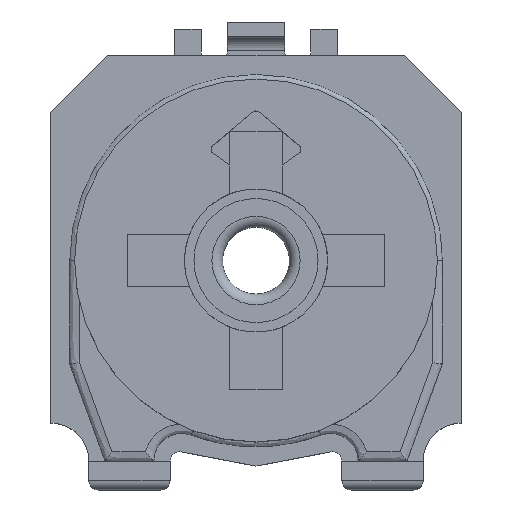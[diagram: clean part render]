
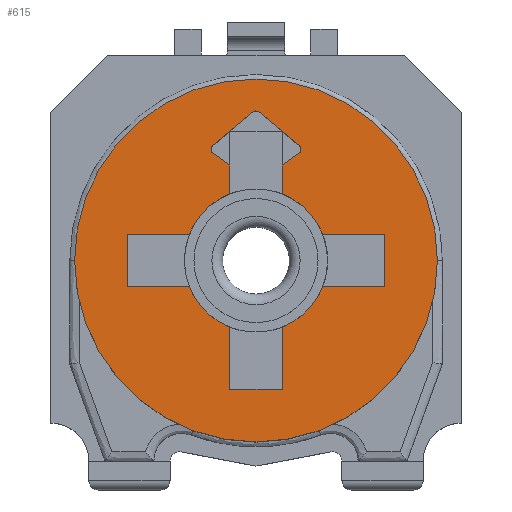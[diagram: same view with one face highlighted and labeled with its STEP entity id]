
A CAD part, top view. The second image highlights one B-rep face of the part: STEP entity #615.
In plain terms, the highlighted planar face has unit normal (0, 0, 1).
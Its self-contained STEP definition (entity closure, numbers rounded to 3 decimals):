
#615=ADVANCED_FACE('',(#1932,#1934),#1936,.T.);
#1932=FACE_BOUND('',#1933,.T.);
#1933=EDGE_LOOP('',(#2716));
#1934=FACE_BOUND('',#1935,.T.);
#1935=EDGE_LOOP('',(#2717,#2718,#2719,#2720,#2721,#2722,#2723,#2724,#2725,#2726,
#2727,#2728,#2729,#2730,#2731,#2732,#2733,#2734,#2735,#2736,#2737,#2738));
#1936=PLANE('',#1937);
#1937=AXIS2_PLACEMENT_3D('',#1938,#1939,#1940);
#1938=CARTESIAN_POINT('',(0.,0.,2.2));
#1939=DIRECTION('',(0.,0.,1.));
#1940=DIRECTION('',(1.,0.,0.));
#2716=ORIENTED_EDGE('',*,*,#3183,.T.);
#2717=ORIENTED_EDGE('',*,*,#3184,.T.);
#2718=ORIENTED_EDGE('',*,*,#3185,.T.);
#2719=ORIENTED_EDGE('',*,*,#3182,.T.);
#2720=ORIENTED_EDGE('',*,*,#3186,.T.);
#2721=ORIENTED_EDGE('',*,*,#3187,.T.);
#2722=ORIENTED_EDGE('',*,*,#3188,.T.);
#2723=ORIENTED_EDGE('',*,*,#3189,.T.);
#2724=ORIENTED_EDGE('',*,*,#3190,.T.);
#2725=ORIENTED_EDGE('',*,*,#3191,.T.);
#2726=ORIENTED_EDGE('',*,*,#3192,.T.);
#2727=ORIENTED_EDGE('',*,*,#3193,.T.);
#2728=ORIENTED_EDGE('',*,*,#3194,.T.);
#2729=ORIENTED_EDGE('',*,*,#3195,.T.);
#2730=ORIENTED_EDGE('',*,*,#3196,.T.);
#2731=ORIENTED_EDGE('',*,*,#3197,.T.);
#2732=ORIENTED_EDGE('',*,*,#3198,.T.);
#2733=ORIENTED_EDGE('',*,*,#3174,.T.);
#2734=ORIENTED_EDGE('',*,*,#3199,.T.);
#2735=ORIENTED_EDGE('',*,*,#3200,.T.);
#2736=ORIENTED_EDGE('',*,*,#3201,.T.);
#2737=ORIENTED_EDGE('',*,*,#3202,.T.);
#2738=ORIENTED_EDGE('',*,*,#3203,.T.);
#3174=EDGE_CURVE('',#3565,#3563,#3566,.F.);
#3182=EDGE_CURVE('',#3571,#3577,#3579,.F.);
#3183=EDGE_CURVE('',#3580,#3580,#3581,.T.);
#3184=EDGE_CURVE('',#3582,#3583,#3584,.F.);
#3185=EDGE_CURVE('',#3583,#3571,#3585,.F.);
#3186=EDGE_CURVE('',#3577,#3586,#3587,.F.);
#3187=EDGE_CURVE('',#3586,#3588,#3589,.F.);
#3188=EDGE_CURVE('',#3588,#3590,#3591,.F.);
#3189=EDGE_CURVE('',#3590,#3592,#3593,.F.);
#3190=EDGE_CURVE('',#3592,#3594,#3595,.F.);
#3191=EDGE_CURVE('',#3594,#3596,#3597,.F.);
#3192=EDGE_CURVE('',#3596,#3598,#3599,.F.);
#3193=EDGE_CURVE('',#3598,#3600,#3601,.F.);
#3194=EDGE_CURVE('',#3600,#3602,#3603,.F.);
#3195=EDGE_CURVE('',#3602,#3604,#3605,.F.);
#3196=EDGE_CURVE('',#3604,#3606,#3607,.F.);
#3197=EDGE_CURVE('',#3606,#3608,#3609,.F.);
#3198=EDGE_CURVE('',#3608,#3565,#3610,.F.);
#3199=EDGE_CURVE('',#3563,#3611,#3612,.F.);
#3200=EDGE_CURVE('',#3611,#3613,#3614,.F.);
#3201=EDGE_CURVE('',#3613,#3615,#3616,.F.);
#3202=EDGE_CURVE('',#3615,#3617,#3618,.F.);
#3203=EDGE_CURVE('',#3617,#3582,#3619,.F.);
#3563=VERTEX_POINT('',#4446);
#3565=VERTEX_POINT('',#4450);
#3566=LINE('',#4451,#4452);
#3571=VERTEX_POINT('',#4464);
#3577=VERTEX_POINT('',#4476);
#3579=LINE('',#4480,#4481);
#3580=VERTEX_POINT('',#4483);
#3581=CIRCLE('',#4484,1.9);
#3582=VERTEX_POINT('',#4488);
#3583=VERTEX_POINT('',#4489);
#3584=CIRCLE('',#4490,0.05);
#3585=LINE('',#4494,#4495);
#3586=VERTEX_POINT('',#4497);
#3587=CIRCLE('',#4498,0.75);
#3588=VERTEX_POINT('',#4502);
#3589=LINE('',#4503,#4504);
#3590=VERTEX_POINT('',#4506);
#3591=LINE('',#4507,#4508);
#3592=VERTEX_POINT('',#4510);
#3593=LINE('',#4511,#4512);
#3594=VERTEX_POINT('',#4514);
#3595=CIRCLE('',#4515,0.75);
#3596=VERTEX_POINT('',#4519);
#3597=LINE('',#4520,#4521);
#3598=VERTEX_POINT('',#4523);
#3599=LINE('',#4524,#4525);
#3600=VERTEX_POINT('',#4527);
#3601=LINE('',#4528,#4529);
#3602=VERTEX_POINT('',#4531);
#3603=CIRCLE('',#4532,0.75);
#3604=VERTEX_POINT('',#4536);
#3605=LINE('',#4537,#4538);
#3606=VERTEX_POINT('',#4540);
#3607=LINE('',#4541,#4542);
#3608=VERTEX_POINT('',#4544);
#3609=LINE('',#4545,#4546);
#3610=CIRCLE('',#4548,0.75);
#3611=VERTEX_POINT('',#4552);
#3612=LINE('',#4553,#4554);
#3613=VERTEX_POINT('',#4556);
#3614=CIRCLE('',#4557,0.05);
#3615=VERTEX_POINT('',#4561);
#3616=LINE('',#4562,#4563);
#3617=VERTEX_POINT('',#4565);
#3618=CIRCLE('',#4566,0.05);
#3619=LINE('',#4570,#4571);
#4446=CARTESIAN_POINT('',(-0.275,1.,2.2));
#4450=CARTESIAN_POINT('',(-0.275,0.698,2.2));
#4451=CARTESIAN_POINT('',(-0.275,1.,2.2));
#4452=VECTOR('',#4453,1.);
#4453=DIRECTION('',(0.,-1.,0.));
#4464=CARTESIAN_POINT('',(0.275,1.,2.2));
#4476=CARTESIAN_POINT('',(0.275,0.698,2.2));
#4480=CARTESIAN_POINT('',(0.275,0.698,2.2));
#4481=VECTOR('',#4482,1.);
#4482=DIRECTION('',(0.,1.,0.));
#4483=CARTESIAN_POINT('',(1.9,0.,2.2));
#4484=AXIS2_PLACEMENT_3D('',#4485,#4486,#4487);
#4485=CARTESIAN_POINT('',(0.,0.,2.2));
#4486=DIRECTION('',(0.,0.,1.));
#4487=DIRECTION('',(1.,0.,0.));
#4488=CARTESIAN_POINT('',(0.452,1.201,2.2));
#4489=CARTESIAN_POINT('',(0.449,1.122,2.2));
#4490=AXIS2_PLACEMENT_3D('',#4491,#4492,#4493);
#4491=CARTESIAN_POINT('',(0.42,1.163,2.2));
#4492=DIRECTION('',(-0.,0.,1.));
#4493=DIRECTION('',(0.574,-0.819,0.));
#4494=CARTESIAN_POINT('',(0.275,1.,2.2));
#4495=VECTOR('',#4496,1.);
#4496=DIRECTION('',(0.819,0.574,0.));
#4497=CARTESIAN_POINT('',(0.698,0.275,2.2));
#4498=AXIS2_PLACEMENT_3D('',#4499,#4500,#4501);
#4499=CARTESIAN_POINT('',(0.,0.,2.2));
#4500=DIRECTION('',(0.,-0.,1.));
#4501=DIRECTION('',(0.93,0.367,0.));
#4502=CARTESIAN_POINT('',(1.35,0.275,2.2));
#4503=CARTESIAN_POINT('',(1.35,0.275,2.2));
#4504=VECTOR('',#4505,1.);
#4505=DIRECTION('',(-1.,0.,0.));
#4506=CARTESIAN_POINT('',(1.35,-0.275,2.2));
#4507=CARTESIAN_POINT('',(1.35,-0.275,2.2));
#4508=VECTOR('',#4509,1.);
#4509=DIRECTION('',(0.,1.,0.));
#4510=CARTESIAN_POINT('',(0.698,-0.275,2.2));
#4511=CARTESIAN_POINT('',(0.698,-0.275,2.2));
#4512=VECTOR('',#4513,1.);
#4513=DIRECTION('',(1.,0.,0.));
#4514=CARTESIAN_POINT('',(0.275,-0.698,2.2));
#4515=AXIS2_PLACEMENT_3D('',#4516,#4517,#4518);
#4516=CARTESIAN_POINT('',(0.,0.,2.2));
#4517=DIRECTION('',(-0.,0.,1.));
#4518=DIRECTION('',(0.367,-0.93,0.));
#4519=CARTESIAN_POINT('',(0.275,-1.35,2.2));
#4520=CARTESIAN_POINT('',(0.275,-1.35,2.2));
#4521=VECTOR('',#4522,1.);
#4522=DIRECTION('',(0.,1.,0.));
#4523=CARTESIAN_POINT('',(-0.275,-1.35,2.2));
#4524=CARTESIAN_POINT('',(-0.275,-1.35,2.2));
#4525=VECTOR('',#4526,1.);
#4526=DIRECTION('',(1.,0.,0.));
#4527=CARTESIAN_POINT('',(-0.275,-0.698,2.2));
#4528=CARTESIAN_POINT('',(-0.275,-0.698,2.2));
#4529=VECTOR('',#4530,1.);
#4530=DIRECTION('',(0.,-1.,0.));
#4531=CARTESIAN_POINT('',(-0.698,-0.275,2.2));
#4532=AXIS2_PLACEMENT_3D('',#4533,#4534,#4535);
#4533=CARTESIAN_POINT('',(0.,0.,2.2));
#4534=DIRECTION('',(-0.,0.,1.));
#4535=DIRECTION('',(-0.93,-0.367,0.));
#4536=CARTESIAN_POINT('',(-1.35,-0.275,2.2));
#4537=CARTESIAN_POINT('',(-1.35,-0.275,2.2));
#4538=VECTOR('',#4539,1.);
#4539=DIRECTION('',(1.,0.,0.));
#4540=CARTESIAN_POINT('',(-1.35,0.275,2.2));
#4541=CARTESIAN_POINT('',(-1.35,0.275,2.2));
#4542=VECTOR('',#4543,1.);
#4543=DIRECTION('',(0.,-1.,0.));
#4544=CARTESIAN_POINT('',(-0.698,0.275,2.2));
#4545=CARTESIAN_POINT('',(-0.698,0.275,2.2));
#4546=VECTOR('',#4547,1.);
#4547=DIRECTION('',(-1.,0.,0.));
#4548=AXIS2_PLACEMENT_3D('',#4549,#4550,#4551);
#4549=CARTESIAN_POINT('',(0.,0.,2.2));
#4550=DIRECTION('',(0.,-0.,1.));
#4551=DIRECTION('',(-0.367,0.93,0.));
#4552=CARTESIAN_POINT('',(-0.449,1.122,2.2));
#4553=CARTESIAN_POINT('',(-0.449,1.122,2.2));
#4554=VECTOR('',#4555,1.);
#4555=DIRECTION('',(0.819,-0.574,0.));
#4556=CARTESIAN_POINT('',(-0.452,1.201,2.2));
#4557=AXIS2_PLACEMENT_3D('',#4558,#4559,#4560);
#4558=CARTESIAN_POINT('',(-0.42,1.163,2.2));
#4559=DIRECTION('',(0.,-0.,1.));
#4560=DIRECTION('',(-0.643,0.766,0.));
#4561=CARTESIAN_POINT('',(-0.032,1.554,2.2));
#4562=CARTESIAN_POINT('',(-0.032,1.554,2.2));
#4563=VECTOR('',#4564,1.);
#4564=DIRECTION('',(-0.766,-0.643,0.));
#4565=CARTESIAN_POINT('',(0.032,1.554,2.2));
#4566=AXIS2_PLACEMENT_3D('',#4567,#4568,#4569);
#4567=CARTESIAN_POINT('',(0.,1.515,2.2));
#4568=DIRECTION('',(0.,-0.,1.));
#4569=DIRECTION('',(0.643,0.766,0.));
#4570=CARTESIAN_POINT('',(0.452,1.201,2.2));
#4571=VECTOR('',#4572,1.);
#4572=DIRECTION('',(-0.766,0.643,0.));
